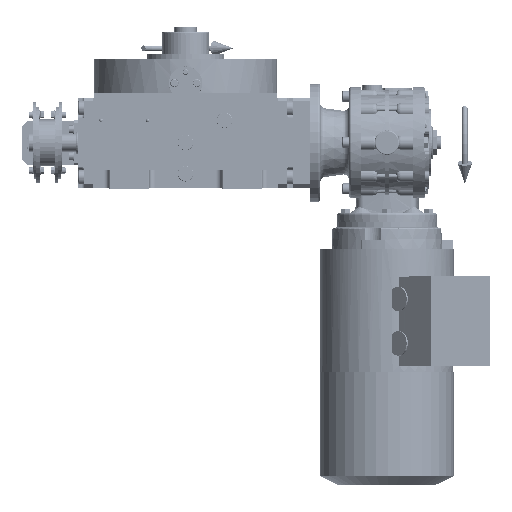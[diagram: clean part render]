
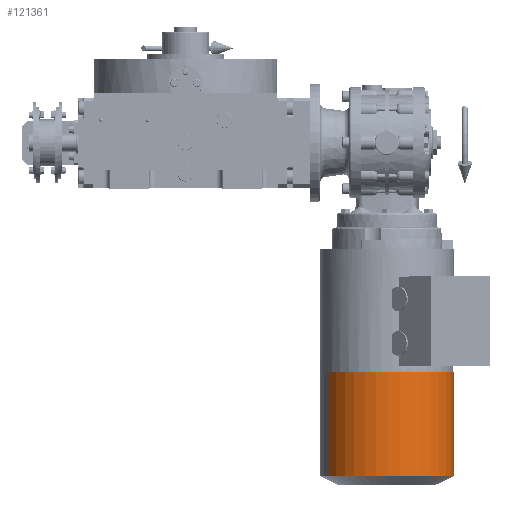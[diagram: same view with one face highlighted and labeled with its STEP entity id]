
A CAD part, top view. The second image highlights one B-rep face of the part: STEP entity #121361.
In plain terms, the highlighted cylindrical face has radius 60.5 mm (diameter 121 mm), a partial arc.
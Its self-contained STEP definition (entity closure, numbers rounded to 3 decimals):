
#11687 = CARTESIAN_POINT ( 'NONE',  ( -64.811, -6.286, 0. ) ) ;
#13218 = FACE_OUTER_BOUND ( 'NONE', #92046, .T. ) ;
#20095 = LINE ( 'NONE', #136401, #61918 ) ;
#22691 = DIRECTION ( 'NONE',  ( 0., -0.242, -0.97 ) ) ;
#26705 = DIRECTION ( 'NONE',  ( -1., 0., 0. ) ) ;
#28046 = CIRCLE ( 'NONE', #122260, 60.5 ) ;
#41640 = CARTESIAN_POINT ( 'NONE',  ( -158.212, -20.922, -58.703 ) ) ;
#49781 = ORIENTED_EDGE ( 'NONE', *, *, #77583, .F. ) ;
#51638 = CARTESIAN_POINT ( 'NONE',  ( -158.212, 8.35, 58.703 ) ) ;
#53512 = CARTESIAN_POINT ( 'NONE',  ( -64.811, 8.35, 58.703 ) ) ;
#60568 = CARTESIAN_POINT ( 'NONE',  ( -64.811, -20.922, -58.703 ) ) ;
#61918 = VECTOR ( 'NONE', #160023, 1000. ) ;
#63822 = EDGE_CURVE ( 'NONE', #124427, #109753, #28046, .T. ) ;
#64651 = CYLINDRICAL_SURFACE ( 'NONE', #94226, 60.5 ) ;
#66990 = VERTEX_POINT ( 'NONE', #41640 ) ;
#77583 = EDGE_CURVE ( 'NONE', #109753, #97852, #87788, .T. ) ;
#82910 = AXIS2_PLACEMENT_3D ( 'NONE', #154702, #115111, #166540 ) ;
#87788 = LINE ( 'NONE', #141710, #90762 ) ;
#90762 = VECTOR ( 'NONE', #125721, 1000. ) ;
#90996 = EDGE_CURVE ( 'NONE', #66990, #124427, #20095, .T. ) ;
#92046 = EDGE_LOOP ( 'NONE', ( #133844, #95695, #164920, #49781 ) ) ;
#94226 = AXIS2_PLACEMENT_3D ( 'NONE', #116042, #26705, #117700 ) ;
#95695 = ORIENTED_EDGE ( 'NONE', *, *, #90996, .F. ) ;
#97852 = VERTEX_POINT ( 'NONE', #51638 ) ;
#109753 = VERTEX_POINT ( 'NONE', #53512 ) ;
#115111 = DIRECTION ( 'NONE',  ( -1., 0., 0. ) ) ;
#116042 = CARTESIAN_POINT ( 'NONE',  ( -26.951, -6.286, 0. ) ) ;
#117700 = DIRECTION ( 'NONE',  ( 0., 0.242, 0.97 ) ) ;
#117826 = EDGE_CURVE ( 'NONE', #97852, #66990, #134075, .T. ) ;
#121361 = ADVANCED_FACE ( 'NONE', ( #13218 ), #64651, .T. ) ;
#122260 = AXIS2_PLACEMENT_3D ( 'NONE', #11687, #138159, #22691 ) ;
#124427 = VERTEX_POINT ( 'NONE', #60568 ) ;
#125721 = DIRECTION ( 'NONE',  ( -1., 0., 0. ) ) ;
#133844 = ORIENTED_EDGE ( 'NONE', *, *, #63822, .F. ) ;
#134075 = CIRCLE ( 'NONE', #82910, 60.5 ) ;
#136401 = CARTESIAN_POINT ( 'NONE',  ( -158.212, -20.922, -58.703 ) ) ;
#138159 = DIRECTION ( 'NONE',  ( 1., 0., 0. ) ) ;
#141710 = CARTESIAN_POINT ( 'NONE',  ( -64.811, 8.35, 58.703 ) ) ;
#154702 = CARTESIAN_POINT ( 'NONE',  ( -158.212, -6.286, 0. ) ) ;
#160023 = DIRECTION ( 'NONE',  ( 1., 0., 0. ) ) ;
#164920 = ORIENTED_EDGE ( 'NONE', *, *, #117826, .F. ) ;
#166540 = DIRECTION ( 'NONE',  ( 0., 0.242, 0.97 ) ) ;
